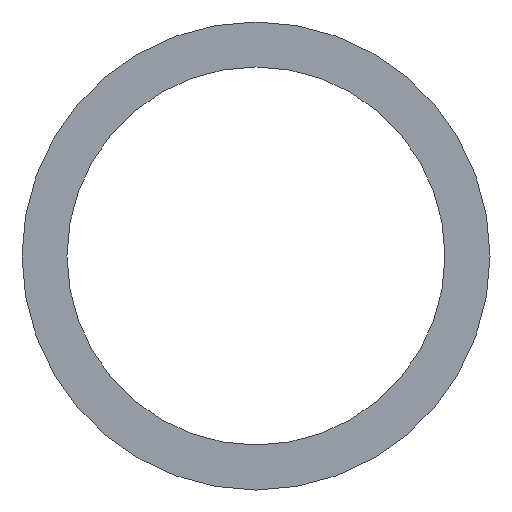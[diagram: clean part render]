
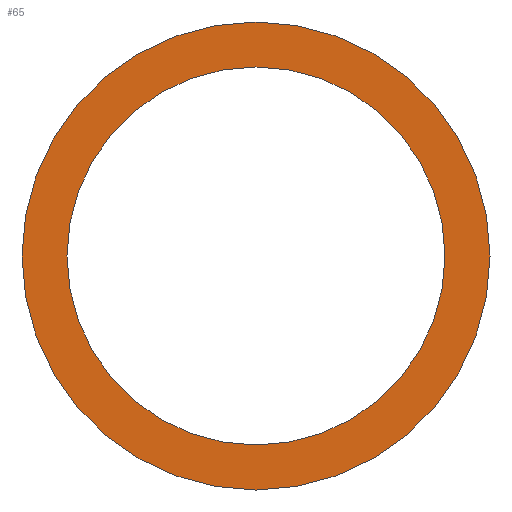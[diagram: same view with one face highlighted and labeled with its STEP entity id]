
A CAD part, front view. The second image highlights one B-rep face of the part: STEP entity #65.
In plain terms, the highlighted planar face has unit normal (0, -1, 0).
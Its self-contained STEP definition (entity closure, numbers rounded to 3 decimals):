
#20=FACE_BOUND('',#27,.T.);
#22=FACE_OUTER_BOUND('',#26,.T.);
#26=EDGE_LOOP('',(#46));
#27=EDGE_LOOP('',(#47));
#32=CIRCLE('',#93,5.2);
#33=CIRCLE('',#94,4.2);
#36=VERTEX_POINT('',#122);
#37=VERTEX_POINT('',#124);
#40=EDGE_CURVE('',#36,#36,#32,.T.);
#41=EDGE_CURVE('',#37,#37,#33,.T.);
#46=ORIENTED_EDGE('',*,*,#40,.T.);
#47=ORIENTED_EDGE('',*,*,#41,.T.);
#58=PLANE('',#92);
#65=ADVANCED_FACE('',(#22,#20),#58,.F.);
#92=AXIS2_PLACEMENT_3D('',#121,#102,#103);
#93=AXIS2_PLACEMENT_3D('',#123,#104,#105);
#94=AXIS2_PLACEMENT_3D('',#125,#106,#107);
#102=DIRECTION('center_axis',(0.,1.,0.));
#103=DIRECTION('ref_axis',(0.,0.,1.));
#104=DIRECTION('center_axis',(0.,-1.,0.));
#105=DIRECTION('ref_axis',(-1.,0.,0.));
#106=DIRECTION('center_axis',(0.,1.,0.));
#107=DIRECTION('ref_axis',(1.,0.,0.));
#121=CARTESIAN_POINT('Origin',(0.,-90.5,0.));
#122=CARTESIAN_POINT('',(5.2,-90.5,0.));
#123=CARTESIAN_POINT('Origin',(0.,-90.5,0.));
#124=CARTESIAN_POINT('',(-4.2,-90.5,0.));
#125=CARTESIAN_POINT('Origin',(0.,-90.5,0.));
